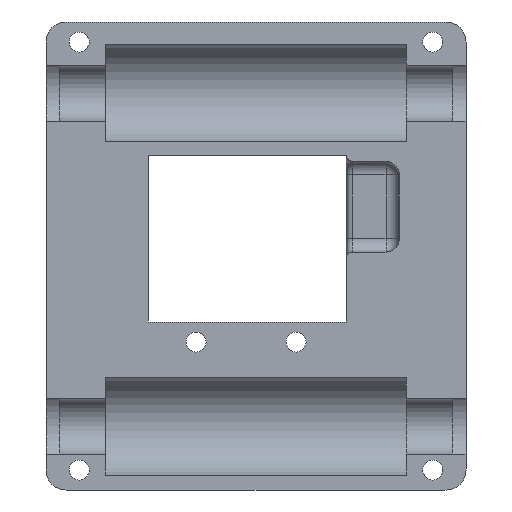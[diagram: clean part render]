
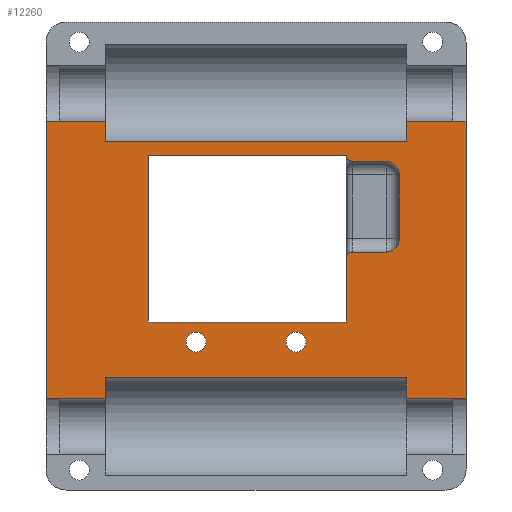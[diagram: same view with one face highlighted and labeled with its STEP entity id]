
A CAD part, front view. The second image highlights one B-rep face of the part: STEP entity #12260.
In plain terms, the highlighted planar face has unit normal (0, -1, 0).
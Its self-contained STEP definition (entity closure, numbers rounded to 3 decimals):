
#276=CIRCLE('',#12741,1.);
#279=CIRCLE('',#12746,1.);
#280=CIRCLE('',#12748,1.5);
#281=CIRCLE('',#12749,1.5);
#282=CIRCLE('',#12750,2.);
#283=CIRCLE('',#12751,2.);
#707=FACE_BOUND('',#1955,.T.);
#708=FACE_BOUND('',#1956,.T.);
#709=FACE_BOUND('',#1957,.T.);
#814=PLANE('',#12747);
#1264=FACE_OUTER_BOUND('',#1954,.T.);
#1954=EDGE_LOOP('',(#9624,#9625,#9626,#9627,#9628,#9629,#9630,#9631,#9632,
#9633,#9634,#9635));
#1955=EDGE_LOOP('',(#9636));
#1956=EDGE_LOOP('',(#9637));
#1957=EDGE_LOOP('',(#9638,#9639,#9640,#9641,#9642,#9643,#9644,#9645,#9646,
#9647,#9648));
#2760=LINE('',#21644,#3788);
#2761=LINE('',#21646,#3789);
#2762=LINE('',#21648,#3790);
#2763=LINE('',#21650,#3791);
#2764=LINE('',#21652,#3792);
#2765=LINE('',#21654,#3793);
#2766=LINE('',#21656,#3794);
#2767=LINE('',#21658,#3795);
#2768=LINE('',#21660,#3796);
#2769=LINE('',#21662,#3797);
#2770=LINE('',#21664,#3798);
#2771=LINE('',#21665,#3799);
#2772=LINE('',#21671,#3800);
#2773=LINE('',#21673,#3801);
#2774=LINE('',#21677,#3802);
#2775=LINE('',#21680,#3803);
#2776=LINE('',#21682,#3804);
#2777=LINE('',#21684,#3805);
#2778=LINE('',#21685,#3806);
#3788=VECTOR('',#14163,10.);
#3789=VECTOR('',#14164,10.);
#3790=VECTOR('',#14165,10.);
#3791=VECTOR('',#14166,10.);
#3792=VECTOR('',#14167,10.);
#3793=VECTOR('',#14168,10.);
#3794=VECTOR('',#14169,10.);
#3795=VECTOR('',#14170,10.);
#3796=VECTOR('',#14171,10.);
#3797=VECTOR('',#14172,10.);
#3798=VECTOR('',#14173,10.);
#3799=VECTOR('',#14174,10.);
#3800=VECTOR('',#14179,10.);
#3801=VECTOR('',#14180,10.);
#3802=VECTOR('',#14183,10.);
#3803=VECTOR('',#14186,10.);
#3804=VECTOR('',#14187,10.);
#3805=VECTOR('',#14188,10.);
#3806=VECTOR('',#14189,10.);
#5383=VERTEX_POINT('',#21619);
#5384=VERTEX_POINT('',#21620);
#5387=VERTEX_POINT('',#21636);
#5388=VERTEX_POINT('',#21637);
#5389=VERTEX_POINT('',#21642);
#5390=VERTEX_POINT('',#21643);
#5391=VERTEX_POINT('',#21645);
#5392=VERTEX_POINT('',#21647);
#5393=VERTEX_POINT('',#21649);
#5394=VERTEX_POINT('',#21651);
#5395=VERTEX_POINT('',#21653);
#5396=VERTEX_POINT('',#21655);
#5397=VERTEX_POINT('',#21657);
#5398=VERTEX_POINT('',#21659);
#5399=VERTEX_POINT('',#21661);
#5400=VERTEX_POINT('',#21663);
#5401=VERTEX_POINT('',#21666);
#5402=VERTEX_POINT('',#21668);
#5403=VERTEX_POINT('',#21670);
#5404=VERTEX_POINT('',#21672);
#5405=VERTEX_POINT('',#21674);
#5406=VERTEX_POINT('',#21676);
#5407=VERTEX_POINT('',#21678);
#5408=VERTEX_POINT('',#21681);
#5409=VERTEX_POINT('',#21683);
#6906=EDGE_CURVE('',#5383,#5384,#276,.T.);
#6912=EDGE_CURVE('',#5387,#5388,#279,.T.);
#6915=EDGE_CURVE('',#5389,#5390,#2760,.T.);
#6916=EDGE_CURVE('',#5390,#5391,#2761,.T.);
#6917=EDGE_CURVE('',#5391,#5392,#2762,.T.);
#6918=EDGE_CURVE('',#5392,#5393,#2763,.T.);
#6919=EDGE_CURVE('',#5393,#5394,#2764,.T.);
#6920=EDGE_CURVE('',#5394,#5395,#2765,.T.);
#6921=EDGE_CURVE('',#5395,#5396,#2766,.T.);
#6922=EDGE_CURVE('',#5396,#5397,#2767,.T.);
#6923=EDGE_CURVE('',#5397,#5398,#2768,.T.);
#6924=EDGE_CURVE('',#5398,#5399,#2769,.T.);
#6925=EDGE_CURVE('',#5399,#5400,#2770,.T.);
#6926=EDGE_CURVE('',#5400,#5389,#2771,.T.);
#6927=EDGE_CURVE('',#5401,#5401,#280,.T.);
#6928=EDGE_CURVE('',#5402,#5402,#281,.T.);
#6929=EDGE_CURVE('',#5388,#5403,#2772,.T.);
#6930=EDGE_CURVE('',#5387,#5404,#2773,.T.);
#6931=EDGE_CURVE('',#5404,#5405,#282,.T.);
#6932=EDGE_CURVE('',#5405,#5406,#2774,.T.);
#6933=EDGE_CURVE('',#5406,#5407,#283,.T.);
#6934=EDGE_CURVE('',#5407,#5384,#2775,.T.);
#6935=EDGE_CURVE('',#5408,#5383,#2776,.T.);
#6936=EDGE_CURVE('',#5409,#5408,#2777,.T.);
#6937=EDGE_CURVE('',#5403,#5409,#2778,.T.);
#9624=ORIENTED_EDGE('',*,*,#6915,.T.);
#9625=ORIENTED_EDGE('',*,*,#6916,.T.);
#9626=ORIENTED_EDGE('',*,*,#6917,.T.);
#9627=ORIENTED_EDGE('',*,*,#6918,.T.);
#9628=ORIENTED_EDGE('',*,*,#6919,.T.);
#9629=ORIENTED_EDGE('',*,*,#6920,.T.);
#9630=ORIENTED_EDGE('',*,*,#6921,.T.);
#9631=ORIENTED_EDGE('',*,*,#6922,.T.);
#9632=ORIENTED_EDGE('',*,*,#6923,.T.);
#9633=ORIENTED_EDGE('',*,*,#6924,.T.);
#9634=ORIENTED_EDGE('',*,*,#6925,.T.);
#9635=ORIENTED_EDGE('',*,*,#6926,.T.);
#9636=ORIENTED_EDGE('',*,*,#6927,.F.);
#9637=ORIENTED_EDGE('',*,*,#6928,.F.);
#9638=ORIENTED_EDGE('',*,*,#6929,.F.);
#9639=ORIENTED_EDGE('',*,*,#6912,.F.);
#9640=ORIENTED_EDGE('',*,*,#6930,.T.);
#9641=ORIENTED_EDGE('',*,*,#6931,.T.);
#9642=ORIENTED_EDGE('',*,*,#6932,.T.);
#9643=ORIENTED_EDGE('',*,*,#6933,.T.);
#9644=ORIENTED_EDGE('',*,*,#6934,.T.);
#9645=ORIENTED_EDGE('',*,*,#6906,.F.);
#9646=ORIENTED_EDGE('',*,*,#6935,.F.);
#9647=ORIENTED_EDGE('',*,*,#6936,.F.);
#9648=ORIENTED_EDGE('',*,*,#6937,.F.);
#12260=ADVANCED_FACE('',(#1264,#707,#708,#709),#814,.F.);
#12741=AXIS2_PLACEMENT_3D('',#21621,#14145,#14146);
#12746=AXIS2_PLACEMENT_3D('',#21638,#14157,#14158);
#12747=AXIS2_PLACEMENT_3D('',#21641,#14161,#14162);
#12748=AXIS2_PLACEMENT_3D('',#21667,#14175,#14176);
#12749=AXIS2_PLACEMENT_3D('',#21669,#14177,#14178);
#12750=AXIS2_PLACEMENT_3D('',#21675,#14181,#14182);
#12751=AXIS2_PLACEMENT_3D('',#21679,#14184,#14185);
#14145=DIRECTION('center_axis',(0.,1.,0.));
#14146=DIRECTION('ref_axis',(-0.707,0.,0.707));
#14157=DIRECTION('center_axis',(0.,1.,0.));
#14158=DIRECTION('ref_axis',(-0.707,0.,-0.707));
#14161=DIRECTION('center_axis',(0.,1.,0.));
#14162=DIRECTION('ref_axis',(1.,0.,0.));
#14163=DIRECTION('',(0.,0.,-1.));
#14164=DIRECTION('',(1.,0.,0.));
#14165=DIRECTION('',(0.,0.,1.));
#14166=DIRECTION('',(-1.,0.,0.));
#14167=DIRECTION('',(0.,0.,-1.));
#14168=DIRECTION('',(-1.,0.,0.));
#14169=DIRECTION('',(0.,0.,1.));
#14170=DIRECTION('',(-1.,0.,0.));
#14171=DIRECTION('',(0.,0.,-1.));
#14172=DIRECTION('',(1.,0.,0.));
#14173=DIRECTION('',(0.,0.,1.));
#14174=DIRECTION('',(1.,0.,0.));
#14175=DIRECTION('center_axis',(0.,-1.,0.));
#14176=DIRECTION('ref_axis',(1.,0.,0.));
#14177=DIRECTION('center_axis',(0.,-1.,0.));
#14178=DIRECTION('ref_axis',(1.,0.,0.));
#14179=DIRECTION('',(-1.,0.,0.));
#14180=DIRECTION('',(1.,0.,0.));
#14181=DIRECTION('center_axis',(0.,1.,0.));
#14182=DIRECTION('ref_axis',(1.,0.,0.));
#14183=DIRECTION('',(0.,0.,-1.));
#14184=DIRECTION('center_axis',(0.,1.,0.));
#14185=DIRECTION('ref_axis',(0.,0.,-1.));
#14186=DIRECTION('',(-1.,0.,0.));
#14187=DIRECTION('',(0.,0.,1.));
#14188=DIRECTION('',(1.,0.,0.));
#14189=DIRECTION('',(0.,0.,-1.));
#21619=CARTESIAN_POINT('',(15.,1.5,12.5));
#21620=CARTESIAN_POINT('',(16.,1.5,13.5));
#21621=CARTESIAN_POINT('Origin',(16.,1.5,12.5));
#21636=CARTESIAN_POINT('',(16.,1.5,27.1));
#21637=CARTESIAN_POINT('',(15.005,1.5,28.));
#21638=CARTESIAN_POINT('Origin',(16.,1.5,28.1));
#21641=CARTESIAN_POINT('Origin',(1.5,1.5,12.9));
#21642=CARTESIAN_POINT('',(24.05,1.5,-5.37));
#21643=CARTESIAN_POINT('',(24.05,1.5,-8.47));
#21644=CARTESIAN_POINT('',(24.05,1.5,0.115));
#21645=CARTESIAN_POINT('',(33.,1.5,-8.47));
#21646=CARTESIAN_POINT('',(17.25,1.5,-8.47));
#21647=CARTESIAN_POINT('',(33.,1.5,33.13));
#21648=CARTESIAN_POINT('',(33.,1.5,-19.2));
#21649=CARTESIAN_POINT('',(24.05,1.5,33.13));
#21650=CARTESIAN_POINT('',(17.25,1.5,33.13));
#21651=CARTESIAN_POINT('',(24.05,1.5,30.03));
#21652=CARTESIAN_POINT('',(24.05,1.5,25.115));
#21653=CARTESIAN_POINT('',(-21.15,1.5,30.03));
#21654=CARTESIAN_POINT('',(12.775,1.5,30.03));
#21655=CARTESIAN_POINT('',(-21.15,1.5,33.13));
#21656=CARTESIAN_POINT('',(-21.15,1.5,12.615));
#21657=CARTESIAN_POINT('',(-30.,1.5,33.13));
#21658=CARTESIAN_POINT('',(17.25,1.5,33.13));
#21659=CARTESIAN_POINT('',(-30.,1.5,-8.47));
#21660=CARTESIAN_POINT('',(-30.,1.5,45.));
#21661=CARTESIAN_POINT('',(-21.15,1.5,-8.47));
#21662=CARTESIAN_POINT('',(17.25,1.5,-8.47));
#21663=CARTESIAN_POINT('',(-21.15,1.5,-5.37));
#21664=CARTESIAN_POINT('',(-21.15,1.5,12.615));
#21665=CARTESIAN_POINT('',(12.775,1.5,-5.37));
#21666=CARTESIAN_POINT('',(6.,1.5,0.));
#21667=CARTESIAN_POINT('Origin',(7.5,1.5,0.));
#21668=CARTESIAN_POINT('',(-9.,1.5,0.));
#21669=CARTESIAN_POINT('Origin',(-7.5,1.5,0.));
#21670=CARTESIAN_POINT('',(-14.7,1.5,28.));
#21671=CARTESIAN_POINT('',(8.25,1.5,28.));
#21672=CARTESIAN_POINT('',(21.,1.5,27.1));
#21673=CARTESIAN_POINT('',(8.25,1.5,27.1));
#21674=CARTESIAN_POINT('',(23.,1.5,25.1));
#21675=CARTESIAN_POINT('Origin',(21.,1.5,25.1));
#21676=CARTESIAN_POINT('',(23.,1.5,15.5));
#21677=CARTESIAN_POINT('',(23.,1.5,19.));
#21678=CARTESIAN_POINT('',(21.,1.5,13.5));
#21679=CARTESIAN_POINT('Origin',(21.,1.5,15.5));
#21680=CARTESIAN_POINT('',(11.25,1.5,13.5));
#21681=CARTESIAN_POINT('',(15.,1.5,3.));
#21682=CARTESIAN_POINT('',(15.,1.5,3.));
#21683=CARTESIAN_POINT('',(-14.7,1.5,3.));
#21684=CARTESIAN_POINT('',(-14.7,1.5,3.));
#21685=CARTESIAN_POINT('',(-14.7,1.5,3.));
